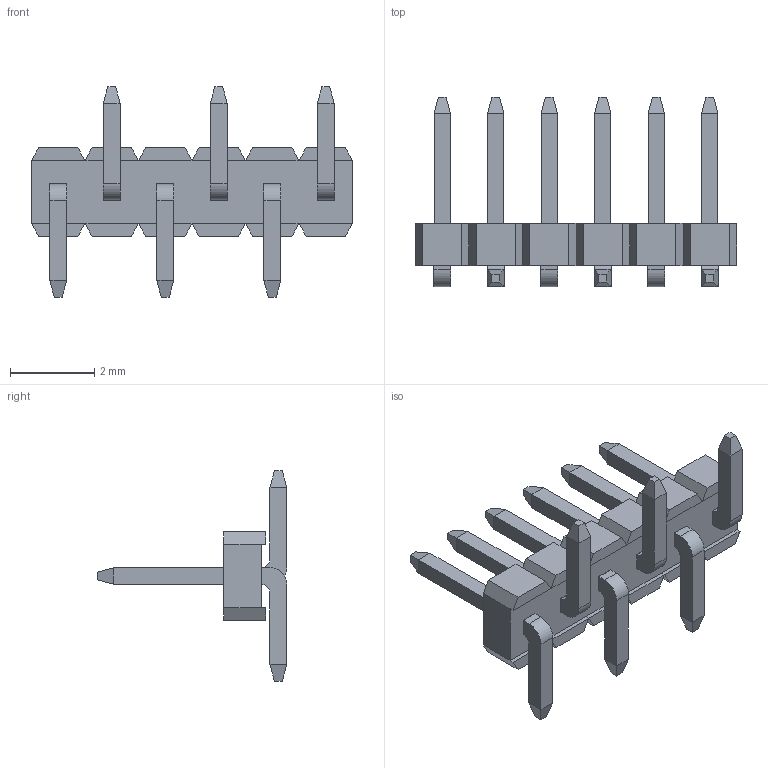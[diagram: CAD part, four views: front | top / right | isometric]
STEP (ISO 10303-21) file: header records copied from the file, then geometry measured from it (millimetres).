
FILE_DESCRIPTION((''),'2;1');
FILE_NAME('M50-3630642_ASM','2016-08-11T',('mperren'),(''),'CREO PARAMETRIC BY PTC INC, 2016050','CREO PARAMETRIC BY PTC INC, 2016050','');
FILE_SCHEMA(('CONFIG_CONTROL_DESIGN'));
Length unit declared in the file: millimetre
Products named in the file (3): M50-36306_MOULD; M50-363_CONTACT; M50-3630642_ASM
Assembly tree (7 placements, depth 2):
  M50-3630642_ASM
    M50-36306_MOULD
    M50-363_CONTACT  x6
Bounding box: 7.62 x 4.5 x 5 mm (x, y, z)
Volume: 19.3 mm3; surface area: 123.3 mm2
Topology: 7 solids, 7 shells, 220 faces, 528 edges, 328 vertices
Faces by surface type: plane 208, cylinder 12
Entity records: 4530 total; most frequent: CARTESIAN_POINT 581, ORIENTED_EDGE 566, DIRECTION 527, PRESENTATION_STYLE_ASSIGNMENT 307, STYLED_ITEM 285, CURVE_STYLE 283, EDGE_CURVE 283, VECTOR 279
